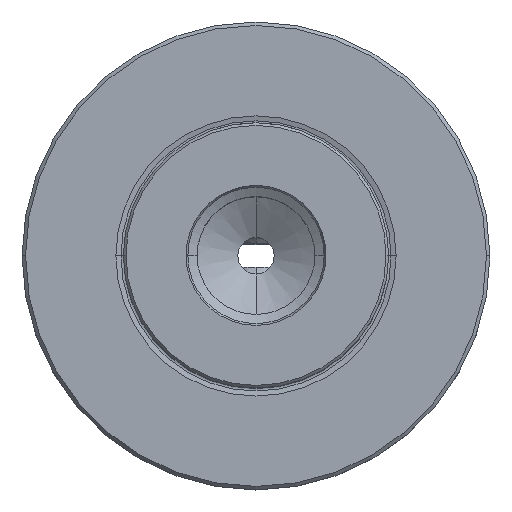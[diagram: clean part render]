
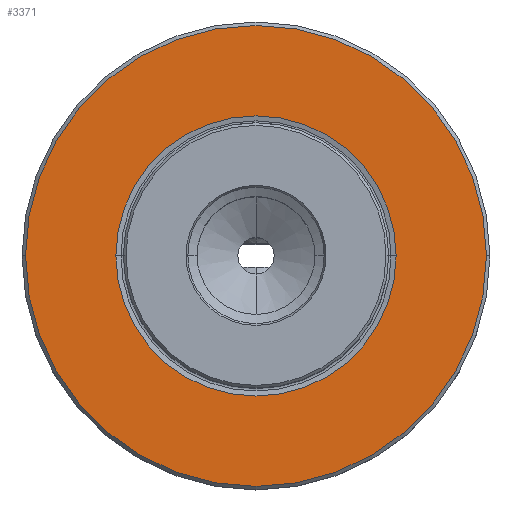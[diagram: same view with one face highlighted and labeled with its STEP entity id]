
A CAD part, top view. The second image highlights one B-rep face of the part: STEP entity #3371.
In plain terms, the highlighted planar face has unit normal (0, 0, 1).
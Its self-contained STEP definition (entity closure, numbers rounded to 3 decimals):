
#2139=VERTEX_POINT('NONE',#5581);
#2195=EDGE_CURVE('NONE',#2863,#3555,#5644,.T.);
#2863=VERTEX_POINT('NONE',#6384);
#3139=EDGE_CURVE('NONE',#3555,#2863,#6691,.T.);
#3285=VERTEX_POINT('NONE',#6854);
#3371=ADVANCED_FACE('NONE',(#6945,#6946),#6947,.T.);
#3555=VERTEX_POINT('NONE',#7151);
#3719=EDGE_CURVE('NONE',#2139,#3285,#7331,.T.);
#3923=EDGE_CURVE('NONE',#3285,#2139,#7559,.T.);
#5581=CARTESIAN_POINT('',(31.275,0.,0.0));
#5644=CIRCLE('',#10245,19.012);
#6384=CARTESIAN_POINT('',(19.012,0.,0.0));
#6691=CIRCLE('',#13045,19.012);
#6854=CARTESIAN_POINT('',(-31.275,0.,0.0));
#6945=FACE_OUTER_BOUND('',#13660,.T.);
#6946=FACE_BOUND('',#13661,.T.);
#6947=PLANE('',#13662);
#7151=CARTESIAN_POINT('',(-19.012,0.,0.0));
#7331=CIRCLE('',#14628,31.275);
#7559=CIRCLE('',#15184,31.275);
#10245=AXIS2_PLACEMENT_3D('',#19272,#19273,#19274);
#13045=AXIS2_PLACEMENT_3D('',#20324,#20325,#20326);
#13660=EDGE_LOOP('',(#20570,#20571));
#13661=EDGE_LOOP('',(#20572,#20573));
#13662=AXIS2_PLACEMENT_3D('',#20574,#20575,#20576);
#14628=AXIS2_PLACEMENT_3D('',#20906,#20907,#20908);
#15184=AXIS2_PLACEMENT_3D('',#21152,#21153,#21154);
#19272=CARTESIAN_POINT('',(0.0,0.0,0.0));
#19273=DIRECTION('',(0.0,-0.0,1.0));
#19274=DIRECTION('',(0.0,1.0,0.0));
#20324=CARTESIAN_POINT('',(0.0,0.0,0.0));
#20325=DIRECTION('',(0.0,-0.0,1.0));
#20326=DIRECTION('',(0.0,1.0,0.0));
#20570=ORIENTED_EDGE('',*,*,#3923,.F.);
#20571=ORIENTED_EDGE('',*,*,#3719,.F.);
#20572=ORIENTED_EDGE('',*,*,#2195,.F.);
#20573=ORIENTED_EDGE('',*,*,#3139,.F.);
#20574=CARTESIAN_POINT('',(-18.0,0.0,0.0));
#20575=DIRECTION('',(-0.0,0.0,1.0));
#20576=DIRECTION('',(0.0,1.0,0.0));
#20906=CARTESIAN_POINT('',(0.0,0.0,0.0));
#20907=DIRECTION('',(0.0,0.0,-1.0));
#20908=DIRECTION('',(0.0,1.0,0.0));
#21152=CARTESIAN_POINT('',(0.0,0.0,0.0));
#21153=DIRECTION('',(0.0,0.0,-1.0));
#21154=DIRECTION('',(0.0,1.0,0.0));
